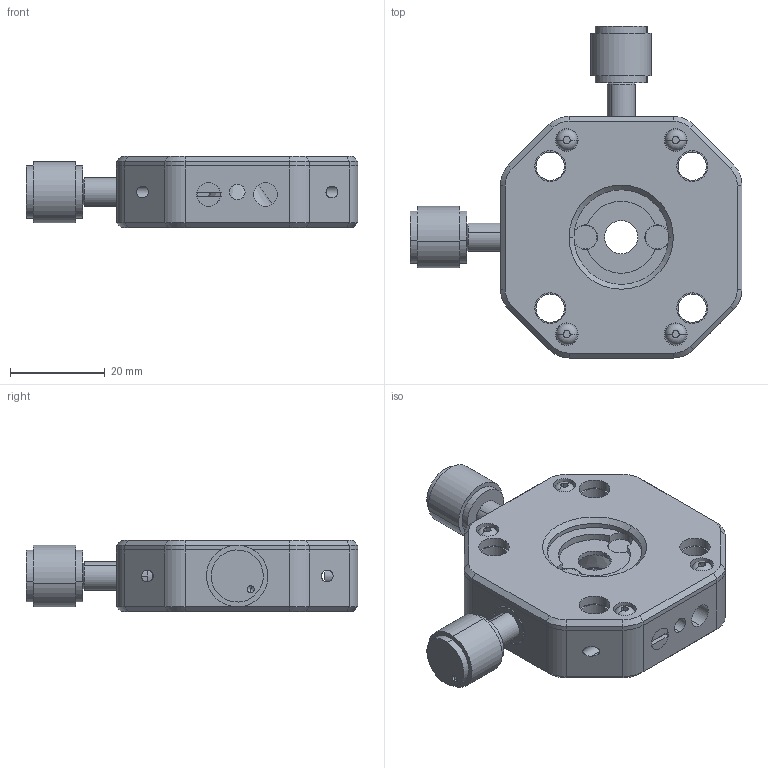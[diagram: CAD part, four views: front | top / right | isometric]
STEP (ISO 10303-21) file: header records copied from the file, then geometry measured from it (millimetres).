
FILE_DESCRIPTION (( 'STEP AP203' ), '1' );
FILE_NAME ('GCT-060201 俋倰芞.STEP', '2016-05-19T01:49:49', ( 'Lxtx999.CoM' ), ( 'Lxtx999.CoM' ), 'SwSTEP 2.0', 'SolidWorks 2010', '' );
FILE_SCHEMA (( 'CONFIG_CONTROL_DESIGN' ));
Length unit declared in the file: centimetre
Products named in the file (1): GCT-060201 俋倰芞
Bounding box: 70.1 x 70.1 x 15 mm (x, y, z)
Surface area: 15222.9 mm2 (no closed solid volume)
Topology: 0 solids, 19 shells, 258 faces, 823 edges, 565 vertices
Faces by surface type: plane 114, cylinder 104, cone 32, torus 8
Entity records: 9484 total; most frequent: CARTESIAN_POINT 2011, DIRECTION 1617, ORIENTED_EDGE 1382, EDGE_CURVE 819, AXIS2_PLACEMENT_3D 611, VERTEX_POINT 565, VECTOR 395, LINE 395
